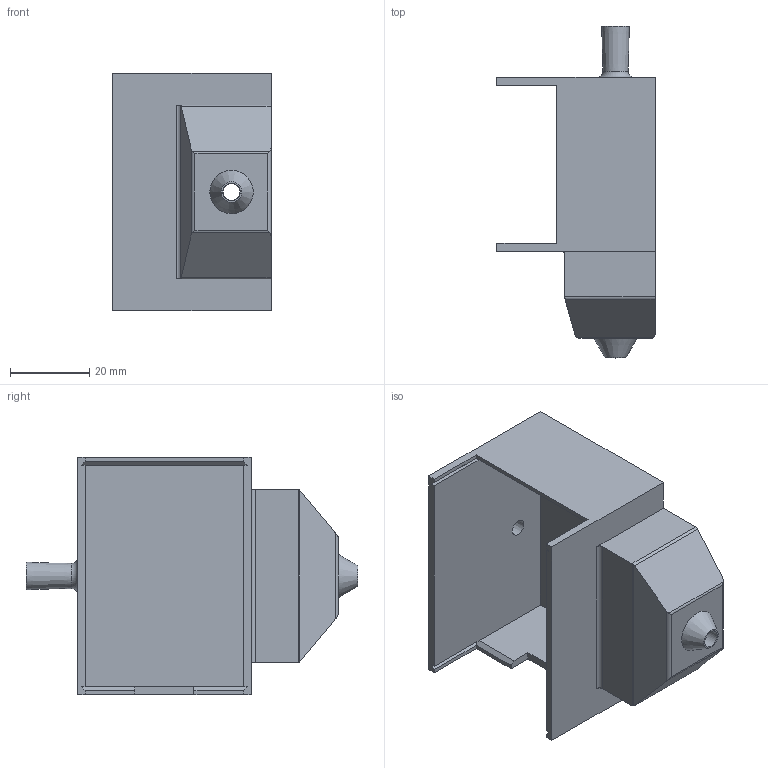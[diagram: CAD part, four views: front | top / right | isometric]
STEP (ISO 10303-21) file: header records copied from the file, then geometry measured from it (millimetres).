
FILE_DESCRIPTION(/* description */ (''),/* implementation_level */ '2;1');
FILE_NAME(/* name */ 'sensor end v16.step',/* time_stamp */ '2024-10-18T12:24:53-04:00',/* author */ (''),/* organization */ (''),/* preprocessor_version */ 'ST-DEVELOPER v20',/* originating_system */ 'Autodesk Translation Framework v13.20.0.188',/* authorisation */ '');
FILE_SCHEMA (('AUTOMOTIVE_DESIGN { 1 0 10303 214 3 1 1 }'));
Length unit declared in the file: millimetre
Products named in the file (1): sensor end
Bounding box: 40 x 84 x 60 mm (x, y, z)
Volume: 22579.7 mm3; surface area: 23497.2 mm2
Topology: 1 solids, 1 shells, 63 faces, 169 edges, 110 vertices
Faces by surface type: plane 49, cylinder 9, cone 4, torus 1
Full cylindrical faces by diameter (mm): 4.5 x1
Entity records: 1991 total; most frequent: CARTESIAN_POINT 349, ORIENTED_EDGE 338, DIRECTION 324, EDGE_CURVE 169, LINE 138, VECTOR 138, VERTEX_POINT 110, AXIS2_PLACEMENT_3D 93
